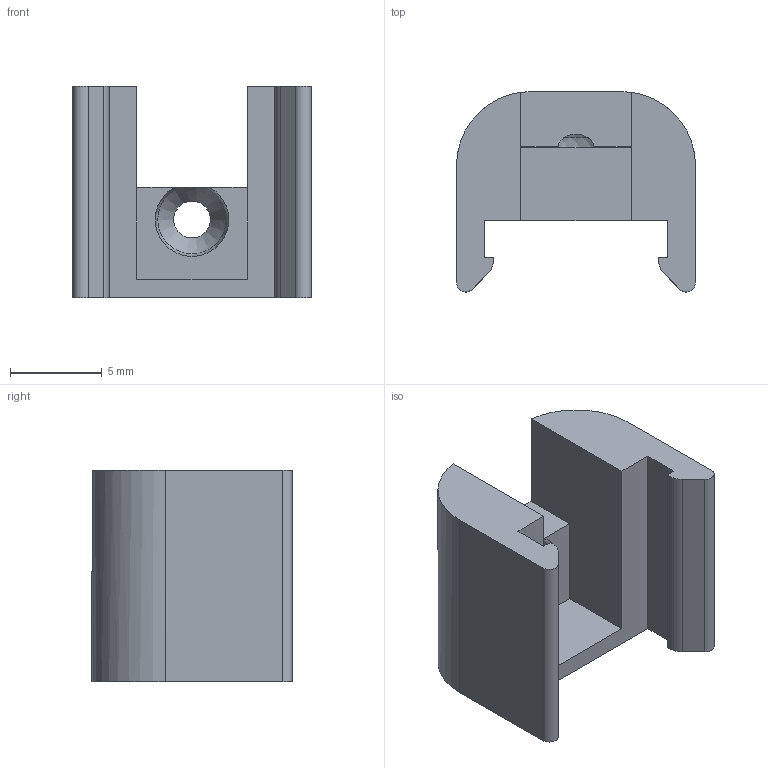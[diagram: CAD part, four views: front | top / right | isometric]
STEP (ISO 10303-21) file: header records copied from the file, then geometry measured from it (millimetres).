
FILE_DESCRIPTION(/* description */ (''),/* implementation_level */ '2;1');
FILE_NAME(/* name */ 'IR_Focus_Light.stp',/* time_stamp */ '2023-04-11T23:15:43+02:00',/* author */ ('Oudenas'),/* organization */ (''),/* preprocessor_version */ 'ST-DEVELOPER v17',/* originating_system */ 'Autodesk Inventor 2019',/* authorisation */ '');
FILE_SCHEMA (('AUTOMOTIVE_DESIGN { 1 0 10303 214 3 1 1 }'));
Length unit declared in the file: millimetre
Products named in the file (1): IR_Focus_Light
Bounding box: 13 x 10.89 x 11.5 mm (x, y, z)
Volume: 732.6 mm3; surface area: 851.9 mm2
Topology: 1 solids, 1 shells, 29 faces, 83 edges, 55 vertices
Faces by surface type: plane 20, cylinder 7, cone 1, bspline 1
Full cylindrical faces by diameter (mm): 2 x1
Entity records: 1026 total; most frequent: CARTESIAN_POINT 214, ORIENTED_EDGE 166, DIRECTION 157, EDGE_CURVE 83, LINE 61, VECTOR 61, VERTEX_POINT 55, AXIS2_PLACEMENT_3D 48
